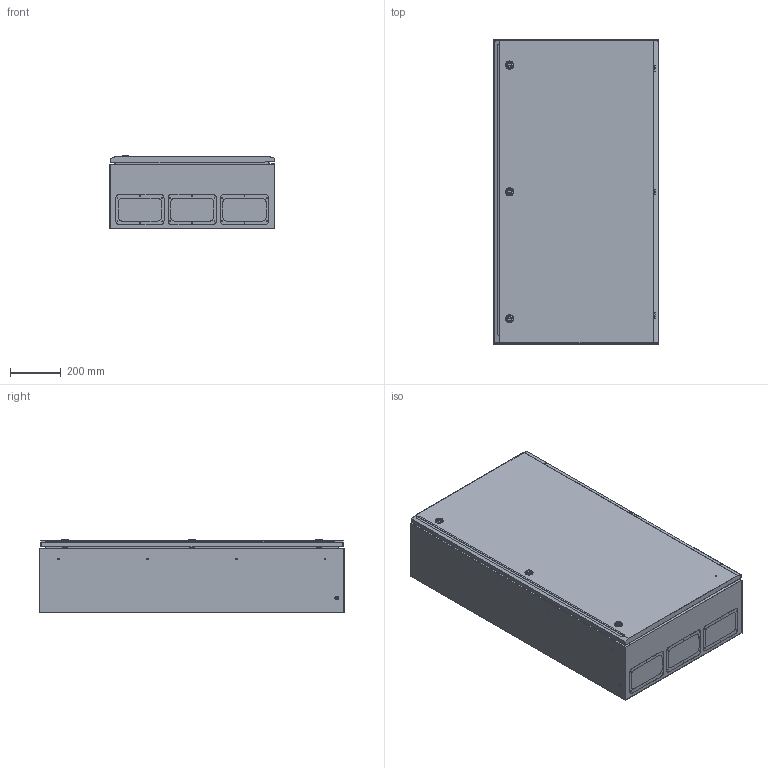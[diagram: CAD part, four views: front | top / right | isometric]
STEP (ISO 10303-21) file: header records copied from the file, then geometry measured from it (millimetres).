
FILE_DESCRIPTION (( 'STEP AP214' ), '1' );
FILE_NAME ('YKM42-06-31-P Êîðïóñ ìåòàëëè÷åñêèé ÙÌÏ-6-2 36 ÓÕË3 IP31 PRO.STEP', '2016-08-11T11:02:03', ( 'user' ), ( '' ), 'SwSTEP 2.0', 'SolidWorks 2014', '' );
FILE_SCHEMA (( 'AUTOMOTIVE_DESIGN' ));
Length unit declared in the file: millimetre
Products named in the file (3): ﾄ粢 ﾙﾌﾏ-6-2 IP31; Îáîëî÷êà ÙÌÏ-6-2 IP31; YKM42-06-31-P Êîðïóñ ìåòàëëè÷åñêèé ÙÌÏ-6-2 36 ÓÕË3 IP31 PRO
Assembly tree (2 placements, depth 2):
  YKM42-06-31-P Êîðïóñ ìåòàëëè÷åñêèé ÙÌÏ-6-2 36 ÓÕË3 IP31 PRO
    Îáîëî÷êà ÙÌÏ-6-2 IP31
    ﾄ粢 ﾙﾌﾏ-6-2 IP31
Bounding box: 651.58 x 1201 x 291.42 mm (x, y, z)
Volume: 5030335 mm3; surface area: 6985803.4 mm2
Topology: 20 solids, 20 shells, 1031 faces, 2523 edges, 1585 vertices
Faces by surface type: plane 583, cylinder 327, cone 82, bspline 30, torus 6, sphere 3
Entity records: 31509 total; most frequent: CARTESIAN_POINT 6682, ORIENTED_EDGE 5040, DIRECTION 4967, EDGE_CURVE 2520, AXIS2_PLACEMENT_3D 1721, VERTEX_POINT 1584, LINE 1525, VECTOR 1525
